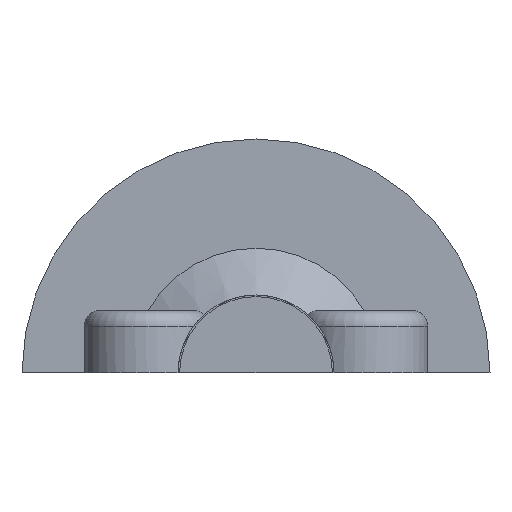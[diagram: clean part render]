
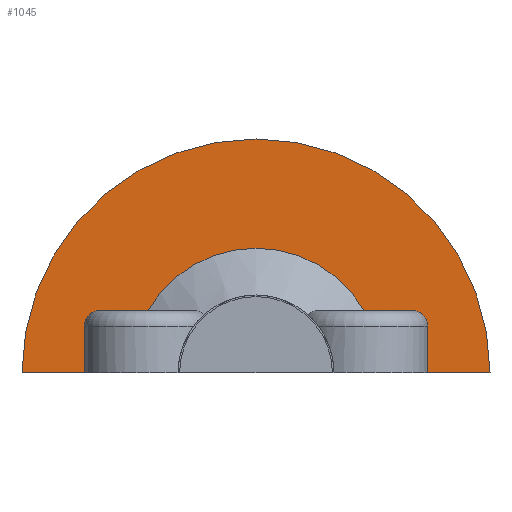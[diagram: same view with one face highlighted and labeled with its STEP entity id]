
A CAD part, front view. The second image highlights one B-rep face of the part: STEP entity #1045.
In plain terms, the highlighted planar face has unit normal (0, -1, 0).
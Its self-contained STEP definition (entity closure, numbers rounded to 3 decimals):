
#13 = EDGE_CURVE ( 'NONE', #1037, #826, #250, .T. ) ;
#24 = VERTEX_POINT ( 'NONE', #869 ) ;
#61 = ORIENTED_EDGE ( 'NONE', *, *, #309, .T. ) ;
#97 = DIRECTION ( 'NONE',  ( 0., 0., 1. ) ) ;
#154 = CIRCLE ( 'NONE', #657, 7.5 ) ;
#162 = DIRECTION ( 'NONE',  ( 0., 1., 0. ) ) ;
#167 = ORIENTED_EDGE ( 'NONE', *, *, #331, .T. ) ;
#179 = DIRECTION ( 'NONE',  ( 0., 1., 0. ) ) ;
#180 = CARTESIAN_POINT ( 'NONE',  ( 5., -2., 1.5 ) ) ;
#185 = DIRECTION ( 'NONE',  ( -1., 0., 0. ) ) ;
#189 = LINE ( 'NONE', #880, #475 ) ;
#190 = CARTESIAN_POINT ( 'NONE',  ( 0., -2., 0. ) ) ;
#192 = CIRCLE ( 'NONE', #257, 0.5 ) ;
#196 = CARTESIAN_POINT ( 'NONE',  ( 0., -2., 7.5 ) ) ;
#208 = EDGE_CURVE ( 'NONE', #24, #750, #192, .T. ) ;
#229 = VERTEX_POINT ( 'NONE', #310 ) ;
#239 = VERTEX_POINT ( 'NONE', #1001 ) ;
#249 = CARTESIAN_POINT ( 'NONE',  ( 0., -2., 2. ) ) ;
#250 = CIRCLE ( 'NONE', #967, 0.5 ) ;
#257 = AXIS2_PLACEMENT_3D ( 'NONE', #1093, #1179, #97 ) ;
#258 = CARTESIAN_POINT ( 'NONE',  ( 5.5, -2., 1.5 ) ) ;
#259 = CIRCLE ( 'NONE', #974, 7.5 ) ;
#272 = LINE ( 'NONE', #952, #315 ) ;
#279 = VERTEX_POINT ( 'NONE', #676 ) ;
#289 = VECTOR ( 'NONE', #816, 1000. ) ;
#309 = EDGE_CURVE ( 'NONE', #1138, #229, #1242, .T. ) ;
#310 = CARTESIAN_POINT ( 'NONE',  ( 3.464, -2., 2. ) ) ;
#315 = VECTOR ( 'NONE', #669, 1000. ) ;
#331 = EDGE_CURVE ( 'NONE', #545, #279, #272, .T. ) ;
#340 = DIRECTION ( 'NONE',  ( 1., 0., 0. ) ) ;
#365 = EDGE_CURVE ( 'NONE', #1035, #279, #154, .T. ) ;
#475 = VECTOR ( 'NONE', #1177, 1000. ) ;
#477 = ORIENTED_EDGE ( 'NONE', *, *, #13, .T. ) ;
#484 = ORIENTED_EDGE ( 'NONE', *, *, #862, .T. ) ;
#493 = AXIS2_PLACEMENT_3D ( 'NONE', #680, #179, #185 ) ;
#523 = PLANE ( 'NONE',  #1175 ) ;
#545 = VERTEX_POINT ( 'NONE', #905 ) ;
#546 = LINE ( 'NONE', #746, #658 ) ;
#553 = ORIENTED_EDGE ( 'NONE', *, *, #648, .F. ) ;
#556 = DIRECTION ( 'NONE',  ( 0., 0., -1. ) ) ;
#559 = ORIENTED_EDGE ( 'NONE', *, *, #579, .F. ) ;
#579 = EDGE_CURVE ( 'NONE', #1138, #750, #1203, .T. ) ;
#601 = EDGE_CURVE ( 'NONE', #229, #1037, #1021, .T. ) ;
#603 = CARTESIAN_POINT ( 'NONE',  ( 5., -2., 2. ) ) ;
#615 = EDGE_LOOP ( 'NONE', ( #1029, #918, #553, #653, #559, #61, #1220, #477, #484, #167, #823 ) ) ;
#648 = EDGE_CURVE ( 'NONE', #24, #784, #824, .T. ) ;
#653 = ORIENTED_EDGE ( 'NONE', *, *, #208, .T. ) ;
#654 = DIRECTION ( 'NONE',  ( 1., 0., 0. ) ) ;
#657 = AXIS2_PLACEMENT_3D ( 'NONE', #190, #1255, #684 ) ;
#658 = VECTOR ( 'NONE', #654, 1000. ) ;
#669 = DIRECTION ( 'NONE',  ( 1., 0., 0. ) ) ;
#676 = CARTESIAN_POINT ( 'NONE',  ( 7.5, -2., 0. ) ) ;
#680 = CARTESIAN_POINT ( 'NONE',  ( 0., -2., 0. ) ) ;
#681 = DIRECTION ( 'NONE',  ( 0., 0., 1. ) ) ;
#684 = DIRECTION ( 'NONE',  ( 0., 0., 1. ) ) ;
#719 = FACE_OUTER_BOUND ( 'NONE', #615, .T. ) ;
#728 = CARTESIAN_POINT ( 'NONE',  ( 0., -2., 2. ) ) ;
#746 = CARTESIAN_POINT ( 'NONE',  ( 0., -2., 0. ) ) ;
#749 = VECTOR ( 'NONE', #556, 1000. ) ;
#750 = VERTEX_POINT ( 'NONE', #1056 ) ;
#766 = CARTESIAN_POINT ( 'NONE',  ( 0., -2., 0. ) ) ;
#779 = DIRECTION ( 'NONE',  ( 0., 1., 0. ) ) ;
#784 = VERTEX_POINT ( 'NONE', #885 ) ;
#816 = DIRECTION ( 'NONE',  ( -1., 0., 0. ) ) ;
#823 = ORIENTED_EDGE ( 'NONE', *, *, #365, .F. ) ;
#824 = LINE ( 'NONE', #837, #749 ) ;
#826 = VERTEX_POINT ( 'NONE', #258 ) ;
#833 = CARTESIAN_POINT ( 'NONE',  ( -3.464, -2., 2. ) ) ;
#837 = CARTESIAN_POINT ( 'NONE',  ( -5.5, -2., 2. ) ) ;
#862 = EDGE_CURVE ( 'NONE', #826, #545, #189, .T. ) ;
#869 = CARTESIAN_POINT ( 'NONE',  ( -5.5, -2., 1.5 ) ) ;
#880 = CARTESIAN_POINT ( 'NONE',  ( 5.5, -2., 2. ) ) ;
#883 = DIRECTION ( 'NONE',  ( 0., 0., 1. ) ) ;
#885 = CARTESIAN_POINT ( 'NONE',  ( -5.5, -2., 0. ) ) ;
#905 = CARTESIAN_POINT ( 'NONE',  ( 5.5, -2., 0. ) ) ;
#918 = ORIENTED_EDGE ( 'NONE', *, *, #1192, .T. ) ;
#948 = DIRECTION ( 'NONE',  ( 0., 0., 1. ) ) ;
#952 = CARTESIAN_POINT ( 'NONE',  ( 0., -2., 0. ) ) ;
#967 = AXIS2_PLACEMENT_3D ( 'NONE', #180, #779, #681 ) ;
#974 = AXIS2_PLACEMENT_3D ( 'NONE', #766, #162, #948 ) ;
#982 = CARTESIAN_POINT ( 'NONE',  ( 0., -2., 0. ) ) ;
#1001 = CARTESIAN_POINT ( 'NONE',  ( -7.5, -2., 0. ) ) ;
#1021 = LINE ( 'NONE', #728, #1134 ) ;
#1029 = ORIENTED_EDGE ( 'NONE', *, *, #1247, .F. ) ;
#1035 = VERTEX_POINT ( 'NONE', #196 ) ;
#1037 = VERTEX_POINT ( 'NONE', #603 ) ;
#1045 = ADVANCED_FACE ( 'NONE', ( #719 ), #523, .F. ) ;
#1056 = CARTESIAN_POINT ( 'NONE',  ( -5., -2., 2. ) ) ;
#1093 = CARTESIAN_POINT ( 'NONE',  ( -5., -2., 1.5 ) ) ;
#1134 = VECTOR ( 'NONE', #340, 1000. ) ;
#1138 = VERTEX_POINT ( 'NONE', #833 ) ;
#1175 = AXIS2_PLACEMENT_3D ( 'NONE', #982, #1269, #883 ) ;
#1177 = DIRECTION ( 'NONE',  ( 0., 0., -1. ) ) ;
#1179 = DIRECTION ( 'NONE',  ( 0., 1., 0. ) ) ;
#1192 = EDGE_CURVE ( 'NONE', #239, #784, #546, .T. ) ;
#1203 = LINE ( 'NONE', #249, #289 ) ;
#1220 = ORIENTED_EDGE ( 'NONE', *, *, #601, .T. ) ;
#1242 = CIRCLE ( 'NONE', #493, 4. ) ;
#1247 = EDGE_CURVE ( 'NONE', #239, #1035, #259, .T. ) ;
#1255 = DIRECTION ( 'NONE',  ( 0., 1., 0. ) ) ;
#1269 = DIRECTION ( 'NONE',  ( 0., 1., 0. ) ) ;
